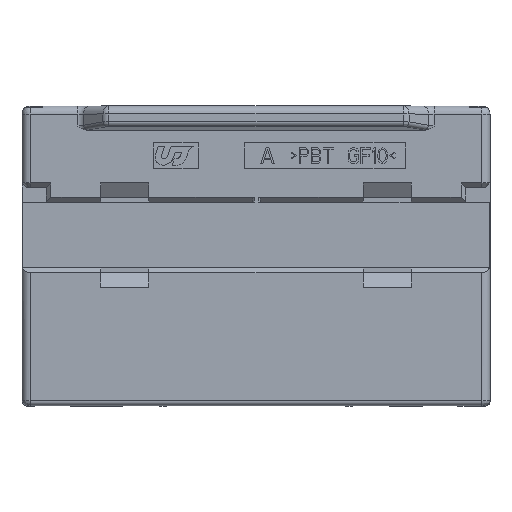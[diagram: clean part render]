
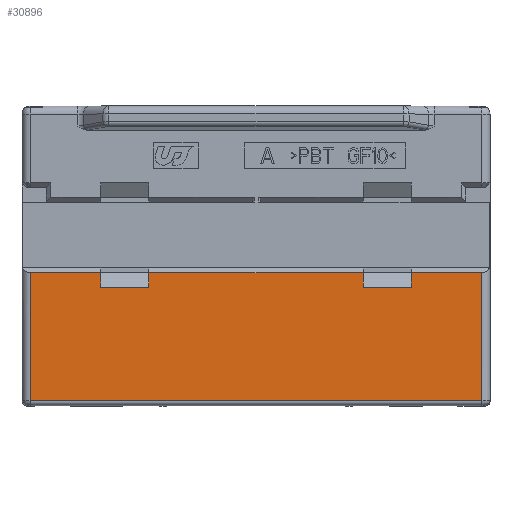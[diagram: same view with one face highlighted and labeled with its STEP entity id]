
A CAD part, top view. The second image highlights one B-rep face of the part: STEP entity #30896.
In plain terms, the highlighted planar face has unit normal (0, 0, 1).
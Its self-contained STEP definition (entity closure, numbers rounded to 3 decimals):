
#4678=DIRECTION('',(0.,1.,0.));
#4679=VECTOR('',#4678,0.9);
#4680=CARTESIAN_POINT('',(-6.7,7.4,4.2));
#4681=LINE('',#4680,#4679);
#4682=DIRECTION('',(1.,0.,0.));
#4683=VECTOR('',#4682,13.4);
#4684=CARTESIAN_POINT('',(-6.7,8.3,4.2));
#4685=LINE('',#4684,#4683);
#4686=DIRECTION('',(0.,1.,0.));
#4687=VECTOR('',#4686,0.9);
#4688=CARTESIAN_POINT('',(6.7,7.4,4.2));
#4689=LINE('',#4688,#4687);
#4690=DIRECTION('',(1.,0.,0.));
#4691=VECTOR('',#4690,3.);
#4692=CARTESIAN_POINT('',(6.7,7.4,4.2));
#4693=LINE('',#4692,#4691);
#4694=DIRECTION('',(0.,1.,0.));
#4695=VECTOR('',#4694,0.9);
#4696=CARTESIAN_POINT('',(9.7,7.4,4.2));
#4697=LINE('',#4696,#4695);
#4698=DIRECTION('',(1.,0.,0.));
#4699=VECTOR('',#4698,4.4);
#4700=CARTESIAN_POINT('',(9.7,8.3,4.2));
#4701=LINE('',#4700,#4699);
#4702=DIRECTION('',(0.,-1.,0.));
#4703=VECTOR('',#4702,8.);
#4704=CARTESIAN_POINT('',(14.1,8.3,4.2));
#4705=LINE('',#4704,#4703);
#4706=DIRECTION('',(-1.,0.,0.));
#4707=VECTOR('',#4706,28.2);
#4708=CARTESIAN_POINT('',(14.1,0.3,4.2));
#4709=LINE('',#4708,#4707);
#4710=DIRECTION('',(0.,-1.,0.));
#4711=VECTOR('',#4710,8.);
#4712=CARTESIAN_POINT('',(-14.1,8.3,4.2));
#4713=LINE('',#4712,#4711);
#4714=DIRECTION('',(1.,0.,0.));
#4715=VECTOR('',#4714,4.4);
#4716=CARTESIAN_POINT('',(-14.1,8.3,4.2));
#4717=LINE('',#4716,#4715);
#4718=DIRECTION('',(0.,1.,0.));
#4719=VECTOR('',#4718,0.9);
#4720=CARTESIAN_POINT('',(-9.7,7.4,4.2));
#4721=LINE('',#4720,#4719);
#4722=DIRECTION('',(-1.,0.,0.));
#4723=VECTOR('',#4722,3.);
#4724=CARTESIAN_POINT('',(-6.7,7.4,4.2));
#4725=LINE('',#4724,#4723);
#18544=CARTESIAN_POINT('',(14.1,0.3,4.2));
#18546=VERTEX_POINT('',#18544);
#18551=CARTESIAN_POINT('',(-14.1,0.3,4.2));
#18552=VERTEX_POINT('',#18551);
#18607=CARTESIAN_POINT('',(14.1,8.3,4.2));
#18608=VERTEX_POINT('',#18607);
#18611=CARTESIAN_POINT('',(-14.1,8.3,4.2));
#18612=VERTEX_POINT('',#18611);
#18908=CARTESIAN_POINT('',(6.7,7.4,4.2));
#18909=CARTESIAN_POINT('',(6.7,8.3,4.2));
#18910=VERTEX_POINT('',#18908);
#18911=VERTEX_POINT('',#18909);
#18916=CARTESIAN_POINT('',(9.7,7.4,4.2));
#18917=CARTESIAN_POINT('',(9.7,8.3,4.2));
#18918=VERTEX_POINT('',#18916);
#18919=VERTEX_POINT('',#18917);
#18924=CARTESIAN_POINT('',(-6.7,7.4,4.2));
#18925=CARTESIAN_POINT('',(-6.7,8.3,4.2));
#18926=VERTEX_POINT('',#18924);
#18927=VERTEX_POINT('',#18925);
#18932=CARTESIAN_POINT('',(-9.7,7.4,4.2));
#18933=CARTESIAN_POINT('',(-9.7,8.3,4.2));
#18934=VERTEX_POINT('',#18932);
#18935=VERTEX_POINT('',#18933);
#30872=CARTESIAN_POINT('',(-14.6,0.,4.2));
#30873=DIRECTION('',(0.,0.,1.));
#30874=DIRECTION('',(1.,0.,0.));
#30875=AXIS2_PLACEMENT_3D('',#30872,#30873,#30874);
#30876=PLANE('',#30875);
#30877=ORIENTED_EDGE('',*,*,#30848,.T.);
#30878=ORIENTED_EDGE('',*,*,#30773,.T.);
#30880=ORIENTED_EDGE('',*,*,#30879,.F.);
#30882=ORIENTED_EDGE('',*,*,#30881,.T.);
#30884=ORIENTED_EDGE('',*,*,#30883,.T.);
#30885=ORIENTED_EDGE('',*,*,#30788,.T.);
#30887=ORIENTED_EDGE('',*,*,#30886,.T.);
#30889=ORIENTED_EDGE('',*,*,#30888,.T.);
#30890=ORIENTED_EDGE('',*,*,#30743,.F.);
#30891=ORIENTED_EDGE('',*,*,#30759,.T.);
#30892=ORIENTED_EDGE('',*,*,#30804,.F.);
#30893=ORIENTED_EDGE('',*,*,#30835,.F.);
#30894=EDGE_LOOP('',(#30877,#30878,#30880,#30882,#30884,#30885,#30887,#30889,
#30890,#30891,#30892,#30893));
#30895=FACE_OUTER_BOUND('',#30894,.F.);
#30896=ADVANCED_FACE('',(#30895),#30876,.T.);
#30743=EDGE_CURVE('',#18612,#18552,#4713,.T.);
#30759=EDGE_CURVE('',#18612,#18935,#4717,.T.);
#30773=EDGE_CURVE('',#18927,#18911,#4685,.T.);
#30788=EDGE_CURVE('',#18919,#18608,#4701,.T.);
#30804=EDGE_CURVE('',#18934,#18935,#4721,.T.);
#30835=EDGE_CURVE('',#18926,#18934,#4725,.T.);
#30848=EDGE_CURVE('',#18926,#18927,#4681,.T.);
#30879=EDGE_CURVE('',#18910,#18911,#4689,.T.);
#30881=EDGE_CURVE('',#18910,#18918,#4693,.T.);
#30883=EDGE_CURVE('',#18918,#18919,#4697,.T.);
#30886=EDGE_CURVE('',#18608,#18546,#4705,.T.);
#30888=EDGE_CURVE('',#18546,#18552,#4709,.T.);
